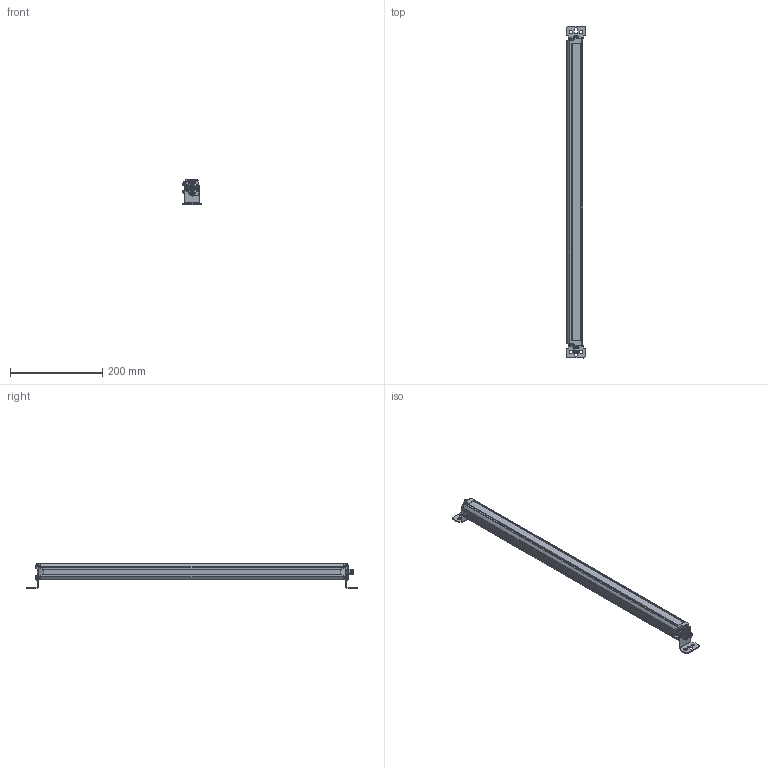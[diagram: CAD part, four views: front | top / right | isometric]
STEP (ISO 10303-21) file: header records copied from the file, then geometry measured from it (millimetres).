
FILE_DESCRIPTION((''),'2;1');
FILE_NAME('141913_SM01_ASM','2025-07-09T12:47:33',('banengservice'),('BANNER ENGINEERING'),'CREO PARAMETRIC BY PTC INC, 2022414','CREO PARAMETRIC BY PTC INC, 2022414','');
FILE_SCHEMA(('CONFIG_CONTROL_DESIGN'));
Products named in the file (3): 141913_EP01; 142058; 141913_SM01_ASM
Assembly tree (3 placements, depth 2):
  141913_SM01_ASM
    141913_EP01
    142058  x2
Bounding box: 41.45 x 720 x 52.52 mm (x, y, z)
Volume: 678934.6 mm3; surface area: 137195.4 mm2
Topology: 3 solids, 3 shells, 1768 faces, 5481 edges, 3546 vertices
Faces by surface type: cylinder 763, plane 733, bspline 178, torus 46, sphere 32, cone 16
Entity records: 190450 total; most frequent: CARTESIAN_POINT 145609, ORIENTED_EDGE 10678, DIRECTION 7748, EDGE_CURVE 5339, VERTEX_POINT 3462, VECTOR 2696, LINE 2696, AXIS2_PLACEMENT_3D 2526
